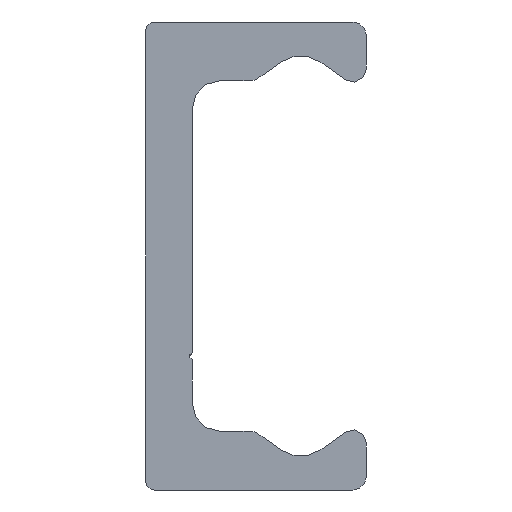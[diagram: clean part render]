
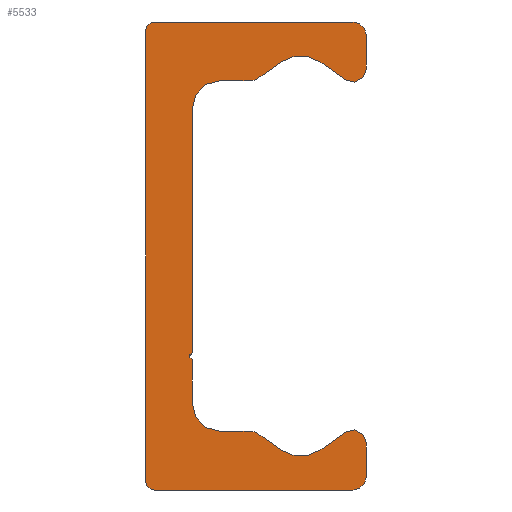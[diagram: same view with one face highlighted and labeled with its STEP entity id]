
A CAD part, left-side view. The second image highlights one B-rep face of the part: STEP entity #5533.
In plain terms, the highlighted planar face has unit normal (-1, 0, 0).
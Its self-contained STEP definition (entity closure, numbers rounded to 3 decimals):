
#4400=CARTESIAN_POINT('',(0.0,4.75,-7.25));
#4401=VERTEX_POINT('',#4400);
#4408=CARTESIAN_POINT('',(0.0,4.75,-7.75));
#4409=VERTEX_POINT('',#4408);
#4410=CARTESIAN_POINT('',(0.0,4.75,-7.5));
#4411=DIRECTION('',(-1.0,0.0,0.0));
#4412=DIRECTION('',(0.0,0.0,1.0));
#4413=AXIS2_PLACEMENT_3D('',#4410,#4411,#4412);
#4414=CIRCLE('',#4413,0.25);
#4415=EDGE_CURVE('',#4401,#4409,#4414,.T.);
#4525=CARTESIAN_POINT('',(0.0,4.75,11.1));
#4526=VERTEX_POINT('',#4525);
#4533=CARTESIAN_POINT('',(0.0,4.75,11.1));
#4534=DIRECTION('',(0.0,0.0,-1.0));
#4535=VECTOR('',#4534,18.35);
#4536=LINE('',#4533,#4535);
#4537=EDGE_CURVE('',#4526,#4401,#4536,.T.);
#4637=CARTESIAN_POINT('',(0.0,7.6,-17.5));
#4638=VERTEX_POINT('',#4637);
#4645=CARTESIAN_POINT('',(0.0,8.25,-16.85));
#4646=VERTEX_POINT('',#4645);
#4647=CARTESIAN_POINT('',(0.0,7.6,-16.85));
#4648=DIRECTION('',(1.0,0.0,0.0));
#4649=DIRECTION('',(0.0,0.0,-1.0));
#4650=AXIS2_PLACEMENT_3D('',#4647,#4648,#4649);
#4651=CIRCLE('',#4650,0.65);
#4652=EDGE_CURVE('',#4638,#4646,#4651,.T.);
#4676=CARTESIAN_POINT('',(0.0,-7.25,-17.5));
#4677=VERTEX_POINT('',#4676);
#4684=CARTESIAN_POINT('',(0.0,-7.25,-17.5));
#4685=DIRECTION('',(0.0,1.0,0.0));
#4686=VECTOR('',#4685,14.85);
#4687=LINE('',#4684,#4686);
#4688=EDGE_CURVE('',#4677,#4638,#4687,.T.);
#4708=CARTESIAN_POINT('',(0.0,-8.25,-16.5));
#4709=VERTEX_POINT('',#4708);
#4716=CARTESIAN_POINT('',(0.0,-7.25,-16.5));
#4717=DIRECTION('',(1.0,0.0,0.0));
#4718=DIRECTION('',(0.0,-1.0,0.0));
#4719=AXIS2_PLACEMENT_3D('',#4716,#4717,#4718);
#4720=CIRCLE('',#4719,1.0);
#4721=EDGE_CURVE('',#4709,#4677,#4720,.T.);
#4740=CARTESIAN_POINT('',(0.0,-8.25,-13.98));
#4741=VERTEX_POINT('',#4740);
#4748=CARTESIAN_POINT('',(0.0,-8.25,-13.98));
#4749=DIRECTION('',(0.0,0.0,-1.0));
#4750=VECTOR('',#4749,2.52);
#4751=LINE('',#4748,#4750);
#4752=EDGE_CURVE('',#4741,#4709,#4751,.T.);
#4772=CARTESIAN_POINT('',(0.0,-6.708,-13.177));
#4773=VERTEX_POINT('',#4772);
#4780=CARTESIAN_POINT('',(0.0,-7.27,-13.98));
#4781=DIRECTION('',(1.0,0.0,0.0));
#4782=DIRECTION('',(0.0,0.574,0.819));
#4783=AXIS2_PLACEMENT_3D('',#4780,#4781,#4782);
#4784=CIRCLE('',#4783,0.98);
#4785=EDGE_CURVE('',#4773,#4741,#4784,.T.);
#4804=CARTESIAN_POINT('',(0.0,-4.784,-14.524));
#4805=VERTEX_POINT('',#4804);
#4812=CARTESIAN_POINT('',(0.0,-4.784,-14.524));
#4813=DIRECTION('',(0.0,-0.819,0.574));
#4814=VECTOR('',#4813,2.349);
#4815=LINE('',#4812,#4814);
#4816=EDGE_CURVE('',#4805,#4773,#4815,.T.);
#4836=CARTESIAN_POINT('',(0.0,-1.916,-14.524));
#4837=VERTEX_POINT('',#4836);
#4844=CARTESIAN_POINT('',(0.0,-3.35,-12.477));
#4845=DIRECTION('',(-1.0,0.0,0.0));
#4846=DIRECTION('',(0.0,0.574,0.819));
#4847=AXIS2_PLACEMENT_3D('',#4844,#4845,#4846);
#4848=CIRCLE('',#4847,2.5);
#4849=EDGE_CURVE('',#4837,#4805,#4848,.T.);
#4868=CARTESIAN_POINT('',(0.0,-0.14,-13.281));
#4869=VERTEX_POINT('',#4868);
#4876=CARTESIAN_POINT('',(0.0,-0.14,-13.281));
#4877=DIRECTION('',(0.0,-0.819,-0.574));
#4878=VECTOR('',#4877,2.168);
#4879=LINE('',#4876,#4878);
#4880=EDGE_CURVE('',#4869,#4837,#4879,.T.);
#4900=CARTESIAN_POINT('',(0.0,0.433,-13.1));
#4901=VERTEX_POINT('',#4900);
#4908=CARTESIAN_POINT('',(0.0,0.433,-14.1));
#4909=DIRECTION('',(1.0,0.0,0.0));
#4910=DIRECTION('',(0.0,0.0,1.0));
#4911=AXIS2_PLACEMENT_3D('',#4908,#4909,#4910);
#4912=CIRCLE('',#4911,1.);
#4913=EDGE_CURVE('',#4901,#4869,#4912,.T.);
#4932=CARTESIAN_POINT('',(0.0,2.75,-13.1));
#4933=VERTEX_POINT('',#4932);
#4940=CARTESIAN_POINT('',(0.0,2.75,-13.1));
#4941=DIRECTION('',(0.0,-1.0,0.0));
#4942=VECTOR('',#4941,2.317);
#4943=LINE('',#4940,#4942);
#4944=EDGE_CURVE('',#4933,#4901,#4943,.T.);
#4964=CARTESIAN_POINT('',(0.0,4.75,-11.1));
#4965=VERTEX_POINT('',#4964);
#4972=CARTESIAN_POINT('',(0.0,2.75,-11.1));
#4973=DIRECTION('',(-1.0,0.0,0.0));
#4974=DIRECTION('',(0.0,0.0,1.0));
#4975=AXIS2_PLACEMENT_3D('',#4972,#4973,#4974);
#4976=CIRCLE('',#4975,2.0);
#4977=EDGE_CURVE('',#4965,#4933,#4976,.T.);
#4995=CARTESIAN_POINT('',(0.0,4.75,-7.75));
#4996=DIRECTION('',(0.0,0.0,-1.0));
#4997=VECTOR('',#4996,3.35);
#4998=LINE('',#4995,#4997);
#4999=EDGE_CURVE('',#4409,#4965,#4998,.T.);
#5019=CARTESIAN_POINT('',(0.0,2.75,13.1));
#5020=VERTEX_POINT('',#5019);
#5027=CARTESIAN_POINT('',(0.0,2.75,11.1));
#5028=DIRECTION('',(-1.0,0.0,0.0));
#5029=DIRECTION('',(0.0,-1.0,0.0));
#5030=AXIS2_PLACEMENT_3D('',#5027,#5028,#5029);
#5031=CIRCLE('',#5030,2.0);
#5032=EDGE_CURVE('',#5020,#4526,#5031,.T.);
#5051=CARTESIAN_POINT('',(0.0,0.433,13.1));
#5052=VERTEX_POINT('',#5051);
#5059=CARTESIAN_POINT('',(0.0,0.433,13.1));
#5060=DIRECTION('',(0.0,1.0,0.0));
#5061=VECTOR('',#5060,2.317);
#5062=LINE('',#5059,#5061);
#5063=EDGE_CURVE('',#5052,#5020,#5062,.T.);
#5083=CARTESIAN_POINT('',(0.0,-0.14,13.281));
#5084=VERTEX_POINT('',#5083);
#5091=CARTESIAN_POINT('',(0.0,0.433,14.1));
#5092=DIRECTION('',(1.0,0.0,0.0));
#5093=DIRECTION('',(0.0,-0.574,-0.819));
#5094=AXIS2_PLACEMENT_3D('',#5091,#5092,#5093);
#5095=CIRCLE('',#5094,1.);
#5096=EDGE_CURVE('',#5084,#5052,#5095,.T.);
#5115=CARTESIAN_POINT('',(0.0,-1.916,14.524));
#5116=VERTEX_POINT('',#5115);
#5123=CARTESIAN_POINT('',(0.0,-1.916,14.524));
#5124=DIRECTION('',(0.0,0.819,-0.574));
#5125=VECTOR('',#5124,2.168);
#5126=LINE('',#5123,#5125);
#5127=EDGE_CURVE('',#5116,#5084,#5126,.T.);
#5147=CARTESIAN_POINT('',(0.0,-4.784,14.524));
#5148=VERTEX_POINT('',#5147);
#5155=CARTESIAN_POINT('',(0.0,-3.35,12.477));
#5156=DIRECTION('',(-1.0,0.0,0.0));
#5157=DIRECTION('',(0.0,-0.574,-0.819));
#5158=AXIS2_PLACEMENT_3D('',#5155,#5156,#5157);
#5159=CIRCLE('',#5158,2.5);
#5160=EDGE_CURVE('',#5148,#5116,#5159,.T.);
#5179=CARTESIAN_POINT('',(0.0,-6.708,13.177));
#5180=VERTEX_POINT('',#5179);
#5187=CARTESIAN_POINT('',(0.0,-6.708,13.177));
#5188=DIRECTION('',(0.0,0.819,0.574));
#5189=VECTOR('',#5188,2.349);
#5190=LINE('',#5187,#5189);
#5191=EDGE_CURVE('',#5180,#5148,#5190,.T.);
#5211=CARTESIAN_POINT('',(0.0,-8.25,13.98));
#5212=VERTEX_POINT('',#5211);
#5219=CARTESIAN_POINT('',(0.0,-7.27,13.98));
#5220=DIRECTION('',(1.0,0.0,0.0));
#5221=DIRECTION('',(0.0,-1.0,0.0));
#5222=AXIS2_PLACEMENT_3D('',#5219,#5220,#5221);
#5223=CIRCLE('',#5222,0.98);
#5224=EDGE_CURVE('',#5212,#5180,#5223,.T.);
#5243=CARTESIAN_POINT('',(0.0,-8.25,16.5));
#5244=VERTEX_POINT('',#5243);
#5251=CARTESIAN_POINT('',(0.0,-8.25,16.5));
#5252=DIRECTION('',(0.0,0.0,-1.0));
#5253=VECTOR('',#5252,2.52);
#5254=LINE('',#5251,#5253);
#5255=EDGE_CURVE('',#5244,#5212,#5254,.T.);
#5275=CARTESIAN_POINT('',(0.0,-7.25,17.5));
#5276=VERTEX_POINT('',#5275);
#5283=CARTESIAN_POINT('',(0.0,-7.25,16.5));
#5284=DIRECTION('',(1.0,0.0,0.0));
#5285=DIRECTION('',(0.0,0.0,1.0));
#5286=AXIS2_PLACEMENT_3D('',#5283,#5284,#5285);
#5287=CIRCLE('',#5286,1.0);
#5288=EDGE_CURVE('',#5276,#5244,#5287,.T.);
#5307=CARTESIAN_POINT('',(0.0,7.6,17.5));
#5308=VERTEX_POINT('',#5307);
#5315=CARTESIAN_POINT('',(0.0,7.6,17.5));
#5316=DIRECTION('',(0.0,-1.0,0.0));
#5317=VECTOR('',#5316,14.85);
#5318=LINE('',#5315,#5317);
#5319=EDGE_CURVE('',#5308,#5276,#5318,.T.);
#5339=CARTESIAN_POINT('',(0.0,8.25,16.85));
#5340=VERTEX_POINT('',#5339);
#5347=CARTESIAN_POINT('',(0.0,7.6,16.85));
#5348=DIRECTION('',(1.0,0.0,0.0));
#5349=DIRECTION('',(0.0,1.0,0.0));
#5350=AXIS2_PLACEMENT_3D('',#5347,#5348,#5349);
#5351=CIRCLE('',#5350,0.65);
#5352=EDGE_CURVE('',#5340,#5308,#5351,.T.);
#5370=CARTESIAN_POINT('',(0.0,8.25,-16.85));
#5371=DIRECTION('',(0.0,0.0,1.0));
#5372=VECTOR('',#5371,33.7);
#5373=LINE('',#5370,#5372);
#5374=EDGE_CURVE('',#4646,#5340,#5373,.T.);
#5500=CARTESIAN_POINT('',(0.0,2.258,-0.017));
#5501=DIRECTION('',(1.0,0.0,0.0));
#5502=DIRECTION('',(0.0,0.0,-1.0));
#5503=AXIS2_PLACEMENT_3D('',#5500,#5501,#5502);
#5504=PLANE('',#5503);
#5505=ORIENTED_EDGE('',*,*,#5374,.F.);
#5506=ORIENTED_EDGE('',*,*,#4652,.F.);
#5507=ORIENTED_EDGE('',*,*,#4688,.F.);
#5508=ORIENTED_EDGE('',*,*,#4721,.F.);
#5509=ORIENTED_EDGE('',*,*,#4752,.F.);
#5510=ORIENTED_EDGE('',*,*,#4785,.F.);
#5511=ORIENTED_EDGE('',*,*,#4816,.F.);
#5512=ORIENTED_EDGE('',*,*,#4849,.F.);
#5513=ORIENTED_EDGE('',*,*,#4880,.F.);
#5514=ORIENTED_EDGE('',*,*,#4913,.F.);
#5515=ORIENTED_EDGE('',*,*,#4944,.F.);
#5516=ORIENTED_EDGE('',*,*,#4977,.F.);
#5517=ORIENTED_EDGE('',*,*,#4999,.F.);
#5518=ORIENTED_EDGE('',*,*,#4415,.F.);
#5519=ORIENTED_EDGE('',*,*,#4537,.F.);
#5520=ORIENTED_EDGE('',*,*,#5032,.F.);
#5521=ORIENTED_EDGE('',*,*,#5063,.F.);
#5522=ORIENTED_EDGE('',*,*,#5096,.F.);
#5523=ORIENTED_EDGE('',*,*,#5127,.F.);
#5524=ORIENTED_EDGE('',*,*,#5160,.F.);
#5525=ORIENTED_EDGE('',*,*,#5191,.F.);
#5526=ORIENTED_EDGE('',*,*,#5224,.F.);
#5527=ORIENTED_EDGE('',*,*,#5255,.F.);
#5528=ORIENTED_EDGE('',*,*,#5288,.F.);
#5529=ORIENTED_EDGE('',*,*,#5319,.F.);
#5530=ORIENTED_EDGE('',*,*,#5352,.F.);
#5531=EDGE_LOOP('',(#5505,#5506,#5507,#5508,#5509,#5510,#5511,#5512,#5513,#5514,#5515,#5516,#5517,#5518,#5519,#5520,#5521,#5522,#5523,#5524,#5525,#5526,#5527,#5528,#5529,#5530));
#5532=FACE_OUTER_BOUND('',#5531,.T.);
#5533=ADVANCED_FACE('',(#5532),#5504,.F.);
